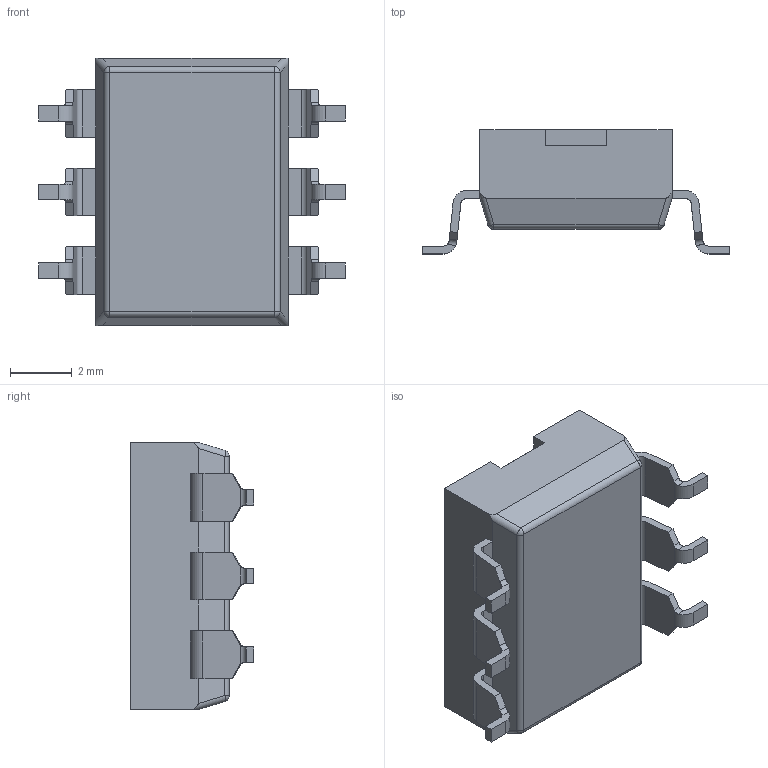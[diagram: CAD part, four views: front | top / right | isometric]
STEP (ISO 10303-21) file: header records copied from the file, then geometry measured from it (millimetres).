
FILE_DESCRIPTION (( 'STEP AP214' ), '1' );
FILE_NAME ('DS04-254-2-03BK-SMT.STEP', '2023-02-02T04:31:51', ( '' ), ( '' ), 'SwSTEP 2.0', 'SolidWorks 2022', '' );
FILE_SCHEMA (( 'AUTOMOTIVE_DESIGN' ));
Length unit declared in the file: inch
Products named in the file (1): DS04-254-2-03BK-SMT
Bounding box: 9.9 x 4 x 8.62 mm (x, y, z)
Volume: 166.2 mm3; surface area: 292.6 mm2
Topology: 10 solids, 10 shells, 299 faces, 796 edges, 520 vertices
Faces by surface type: plane 209, cylinder 86, sphere 4
Entity records: 9422 total; most frequent: CARTESIAN_POINT 1764, ORIENTED_EDGE 1592, DIRECTION 1512, EDGE_CURVE 796, LINE 600, VECTOR 600, VERTEX_POINT 520, AXIS2_PLACEMENT_3D 456
